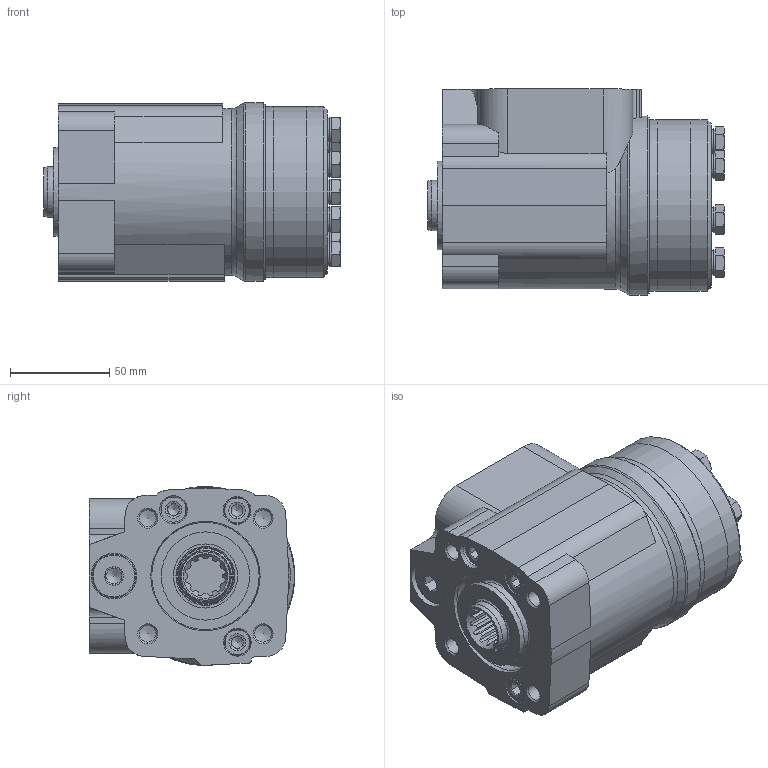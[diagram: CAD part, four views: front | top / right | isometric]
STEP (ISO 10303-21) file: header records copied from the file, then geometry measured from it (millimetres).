
FILE_DESCRIPTION(/* description */ ('STEP AP214'),/* implementation_level */ '2;1');
FILE_NAME(/* name */ 'HKUS125_5-150-P',/* time_stamp */ '2023-03-07T09:36:14+01:00',/* author */ ('License CC BY-ND 4.0'),/* organization */ ('CADENAS'),/* preprocessor_version */ 'ST-DEVELOPER v18.102',/* originating_system */ 'PARTsolutions',/* authorisation */ ' ');
FILE_SCHEMA (('AUTOMOTIVE_DESIGN {1 0 10303 214 3 1 1}'));
Length unit declared in the file: millimetre
Products named in the file (4): HKUS125/5-150-P; HKUS 5ec; Displacement 125; HKUS125/5-body
Assembly tree (3 placements, depth 2):
  HKUS125/5-150-P
    HKUS 5ec
    Displacement 125
    HKUS125/5-body
Bounding box: 149.27 x 103.5 x 90 mm (x, y, z)
Volume: 935620.1 mm3; surface area: 98938.3 mm2
Topology: 3 solids, 3 shells, 408 faces, 963 edges, 595 vertices
Faces by surface type: plane 231, cylinder 88, cone 82, torus 7
Full cylindrical faces by diameter (mm): 1.8 x1, 5.8 x1, 6 x2, 8 x1, 8.376 x4, 8.917 x2, 12 x7, 12.5 x1, 13 x11, 18.631 x4, 22 x1, 23 x1, 25.4 x1, 29.6 x1, 32.27 x1, 40 x1, 44.4 x1, 54 x1, 86 x3, 90 x1
Entity records: 11237 total; most frequent: CARTESIAN_POINT 2352, DIRECTION 1818, ORIENTED_EDGE 1690, EDGE_CURVE 845, AXIS2_PLACEMENT_3D 718, VERTEX_POINT 580, FACE_BOUND 545, EDGE_LOOP 532
